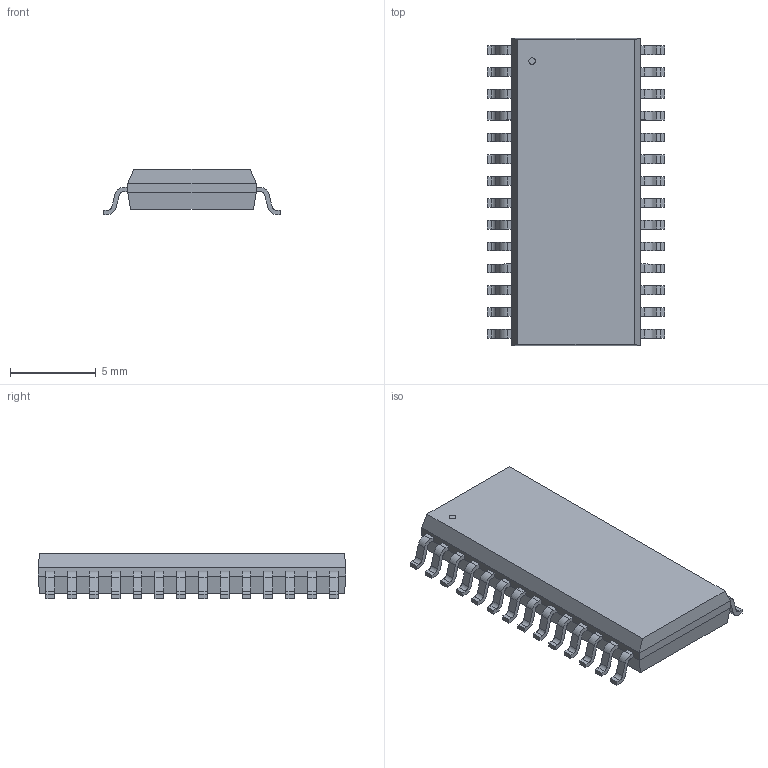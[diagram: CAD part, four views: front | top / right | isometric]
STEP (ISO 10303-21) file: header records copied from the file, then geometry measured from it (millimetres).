
FILE_DESCRIPTION(('STEP AP214'),'1');
FILE_NAME('SOIC28-W_MC-L','2019-09-07T20:34:13',(''),(''),'','','');
FILE_SCHEMA(('AUTOMOTIVE_DESIGN'));
Length unit declared in the file: millimetre
Products named in the file (1): product
Bounding box: 10.31 x 17.91 x 2.64 mm (x, y, z)
Volume: 0 mm3; surface area: 472.3 mm2
Topology: 1 solids, 407 shells, 409 faces, 2075 edges, 2074 vertices
Faces by surface type: plane 296, cylinder 113
Full cylindrical faces by diameter (mm): 0.375 x1
Entity records: 22862 total; most frequent: CARTESIAN_POINT 4559, VERTEX_POINT 4146, DIRECTION 3346, ORIENTED_EDGE 2076, EDGE_CURVE 2074, LINE 1624, VECTOR 1624, AXIS2_PLACEMENT_3D 861
